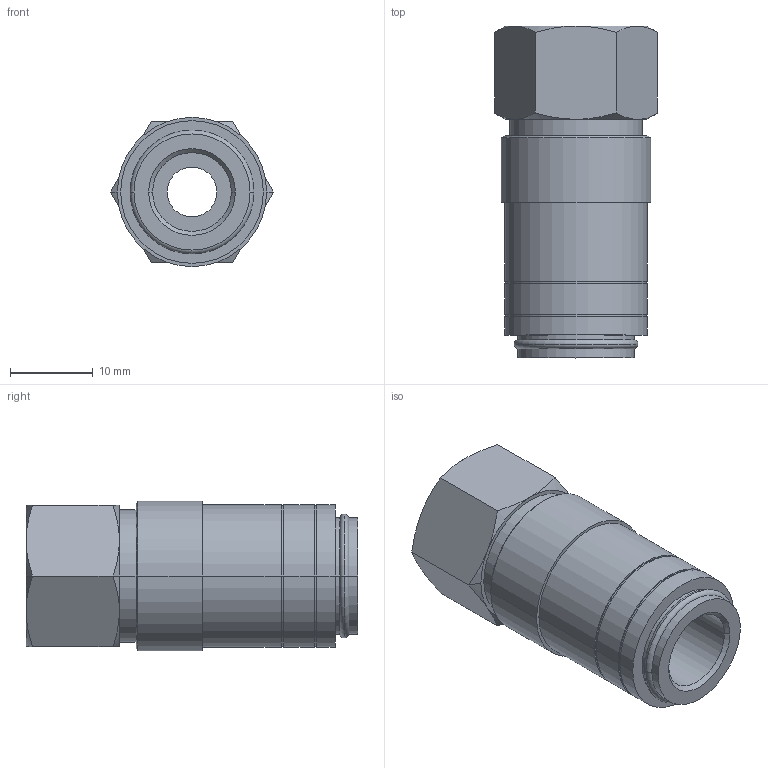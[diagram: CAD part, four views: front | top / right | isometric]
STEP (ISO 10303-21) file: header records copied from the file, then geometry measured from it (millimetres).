
FILE_DESCRIPTION(('STEP AP214'),'1');
FILE_NAME('esdm_101_iab.stp','2020-04-22T06:12:20',('TraceParts'),('TraceParts S.A.'),'Spatial InterOp 3D',' ',' ');
FILE_SCHEMA(('automotive_design'));
Length unit declared in the file: millimetre
Products named in the file (1): 1
Bounding box: 19.63 x 40 x 18 mm (x, y, z)
Volume: 7437.6 mm3; surface area: 3728.9 mm2
Topology: 1 solids, 1 shells, 68 faces, 140 edges, 84 vertices
Faces by surface type: cylinder 24, cone 22, plane 18, torus 4
Entity records: 2384 total; most frequent: CARTESIAN_POINT 389, DIRECTION 330, ORIENTED_EDGE 280, AXIS2_PLACEMENT_3D 145, EDGE_CURVE 140, VERTEX_POINT 84, EDGE_LOOP 80, CIRCLE 76
